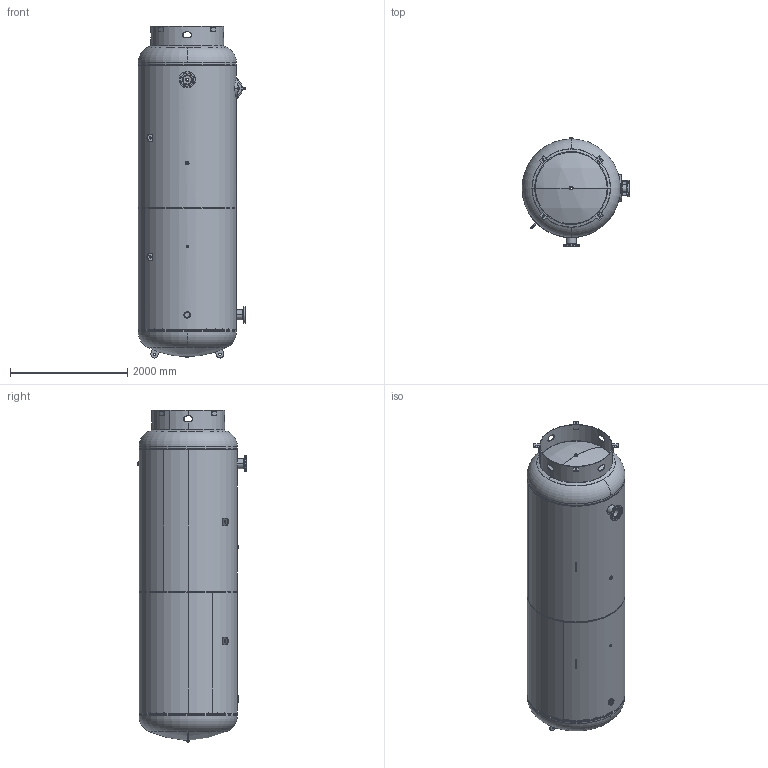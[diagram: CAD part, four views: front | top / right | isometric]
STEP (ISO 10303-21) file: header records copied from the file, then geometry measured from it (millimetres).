
FILE_DESCRIPTION (( 'STEP AP203' ), '1' );
FILE_NAME ('302455.STEP', '2012-03-05T14:40:14', ( '' ), ( '' ), 'SwSTEP 2.0', 'SolidWorks 2011', '' );
FILE_SCHEMA (( 'CONFIG_CONTROL_DESIGN' ));
Length unit declared in the file: inch
Products named in the file (1): 302455
Bounding box: 1838.23 x 1849.12 x 5666.45 mm (x, y, z)
Surface area: 61017612.6 mm2 (no closed solid volume)
Topology: 0 solids, 43 shells, 352 faces, 1080 edges, 748 vertices
Faces by surface type: cylinder 154, plane 124, torus 44, bspline 22, sphere 8
Entity records: 20569 total; most frequent: CARTESIAN_POINT 10895, DIRECTION 2073, ORIENTED_EDGE 1795, EDGE_CURVE 1080, AXIS2_PLACEMENT_3D 820, VERTEX_POINT 748, CIRCLE 489, LINE 433
